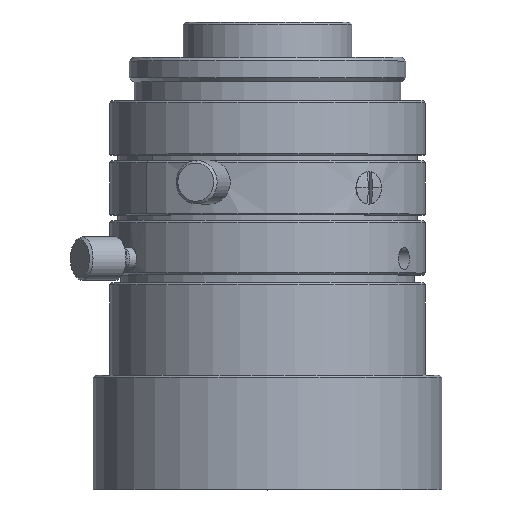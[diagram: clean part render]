
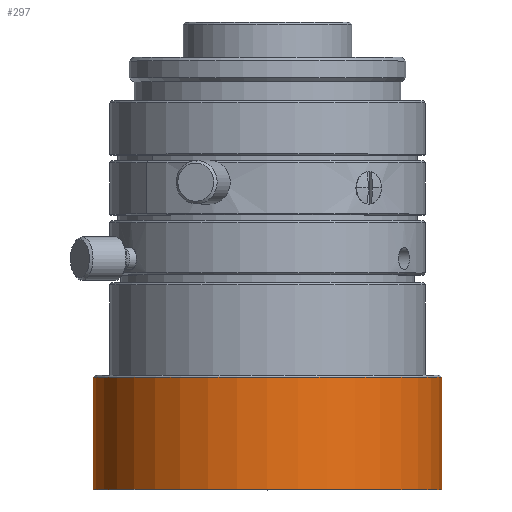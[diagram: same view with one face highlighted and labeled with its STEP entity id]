
A CAD part, top view. The second image highlights one B-rep face of the part: STEP entity #297.
In plain terms, the highlighted cylindrical face has radius 16 mm (diameter 32 mm), a partial arc.
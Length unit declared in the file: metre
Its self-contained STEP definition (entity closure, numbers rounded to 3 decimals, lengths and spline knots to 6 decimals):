
#297=ADVANCED_FACE('2:64853',(#911),#912,.T.);
#911=FACE_OUTER_BOUND('',#1771,.T.);
#912=CYLINDRICAL_SURFACE('',#1772,0.016);
#1771=EDGE_LOOP('',(#3641,#3642,#3643,#3644));
#1772=AXIS2_PLACEMENT_3D('',#3645,#3646,#3647);
#3641=ORIENTED_EDGE('',*,*,#5570,.T.);
#3642=ORIENTED_EDGE('',*,*,#5700,.T.);
#3643=ORIENTED_EDGE('',*,*,#5572,.T.);
#3644=ORIENTED_EDGE('',*,*,#5714,.F.);
#3645=CARTESIAN_POINT('',(0.001054,-0.016212,-0.001344));
#3646=DIRECTION('',(0.,1.0,0.0));
#3647=DIRECTION('',(-1.0,0.,0.0));
#5570=EDGE_CURVE('',#6824,#6825,#6826,.T.);
#5572=EDGE_CURVE('',#6829,#6827,#6830,.T.);
#5700=EDGE_CURVE('2:65477',#6825,#6829,#7034,.T.);
#5714=EDGE_CURVE('2:65531',#6824,#6827,#7048,.T.);
#6824=VERTEX_POINT('NONE',#9180);
#6825=VERTEX_POINT('',#9181);
#6826=LINE('',#9182,#9183);
#6827=VERTEX_POINT('',#9184);
#6829=VERTEX_POINT('',#9186);
#6830=LINE('',#9187,#9188);
#7034=CIRCLE('',#9450,0.016);
#7048=CIRCLE('',#9464,0.016);
#9180=CARTESIAN_POINT('',(-0.014946,-0.011162,-0.001344));
#9181=CARTESIAN_POINT('',(-0.014946,-0.021462,-0.001344));
#9182=CARTESIAN_POINT('',(-0.014946,-0.016212,-0.001344));
#9183=VECTOR('',#10773,1.0);
#9184=CARTESIAN_POINT('',(0.017054,-0.011162,-0.001344));
#9186=CARTESIAN_POINT('',(0.017054,-0.021462,-0.001344));
#9187=CARTESIAN_POINT('',(0.017054,-0.016212,-0.001344));
#9188=VECTOR('',#10777,1.0);
#9450=AXIS2_PLACEMENT_3D('',#11043,#11044,#11045);
#9464=AXIS2_PLACEMENT_3D('',#11085,#11086,#11087);
#10773=DIRECTION('',(0.,-1.0,-0.0));
#10777=DIRECTION('',(0.,1.0,0.0));
#11043=CARTESIAN_POINT('',(0.001054,-0.021462,-0.001344));
#11044=DIRECTION('',(0.,1.0,0.0));
#11045=DIRECTION('',(1.0,0.,0.0));
#11085=CARTESIAN_POINT('',(0.001054,-0.011162,-0.001344));
#11086=DIRECTION('',(0.,1.0,0.0));
#11087=DIRECTION('',(-1.0,0.,0.0));
